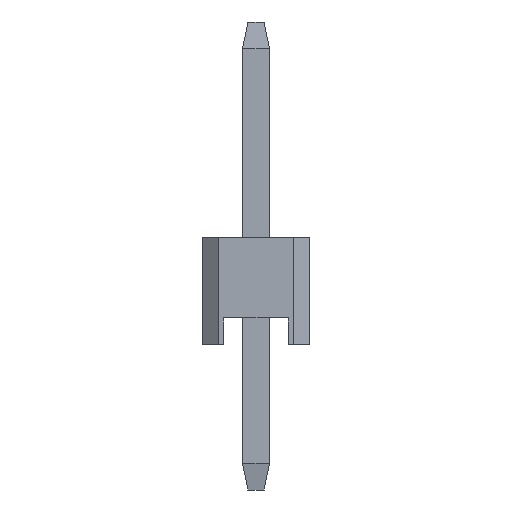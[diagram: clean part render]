
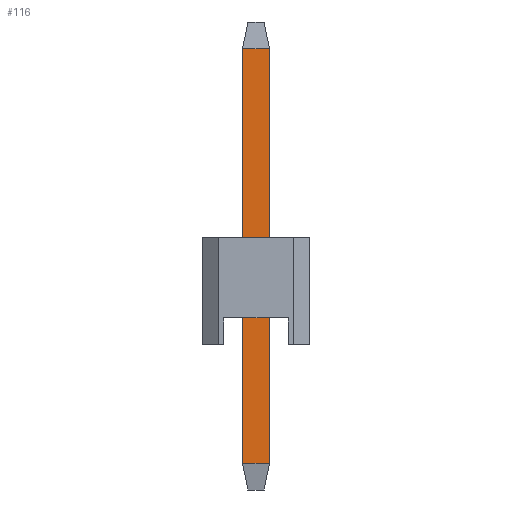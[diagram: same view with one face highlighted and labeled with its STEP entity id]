
A CAD part, left-side view. The second image highlights one B-rep face of the part: STEP entity #116.
In plain terms, the highlighted planar face has unit normal (-1, 0, 0).
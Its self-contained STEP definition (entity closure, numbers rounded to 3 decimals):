
#116=ADVANCED_FACE('',(#306),#2856,.T.);
#306=FACE_OUTER_BOUND('',#496,.T.);
#496=EDGE_LOOP('',(#703,#704,#705,#706));
#703=ORIENTED_EDGE('',*,*,#1636,.F.);
#704=ORIENTED_EDGE('',*,*,#1637,.F.);
#705=ORIENTED_EDGE('',*,*,#1638,.F.);
#706=ORIENTED_EDGE('',*,*,#1635,.F.);
#1635=EDGE_CURVE('',#2567,#2568,#2101,.T.);
#1636=EDGE_CURVE('',#2569,#2567,#2102,.T.);
#1637=EDGE_CURVE('',#2570,#2569,#2103,.T.);
#1638=EDGE_CURVE('',#2568,#2570,#2104,.T.);
#2101=B_SPLINE_CURVE_WITH_KNOTS('',1,(#3489,#3490),.UNSPECIFIED.,.F.,.F.,
(2,2),(-7.7,0.),.UNSPECIFIED.);
#2102=B_SPLINE_CURVE_WITH_KNOTS('',1,(#3491,#3492),.UNSPECIFIED.,.F.,.F.,
(2,2),(-0.5,0.),.UNSPECIFIED.);
#2103=B_SPLINE_CURVE_WITH_KNOTS('',1,(#3493,#3494),.UNSPECIFIED.,.F.,.F.,
(2,2),(-7.7,0.),.UNSPECIFIED.);
#2104=B_SPLINE_CURVE_WITH_KNOTS('',1,(#3495,#3496),.UNSPECIFIED.,.F.,.F.,
(2,2),(-0.5,0.),.UNSPECIFIED.);
#2567=VERTEX_POINT('',#3469);
#2568=VERTEX_POINT('',#3470);
#2569=VERTEX_POINT('',#3471);
#2570=VERTEX_POINT('',#3472);
#2856=PLANE('',#3066);
#3066=AXIS2_PLACEMENT_3D('',#3452,#3259,$);
#3259=DIRECTION('',(-1.,0.,0.));
#3452=CARTESIAN_POINT('',(-0.25,124.04,6.34));
#3469=CARTESIAN_POINT('',(-0.25,124.75,5.51));
#3470=CARTESIAN_POINT('',(-0.25,124.75,-2.19));
#3471=CARTESIAN_POINT('',(-0.25,125.25,5.51));
#3472=CARTESIAN_POINT('',(-0.25,125.25,-2.19));
#3489=CARTESIAN_POINT('',(-0.25,124.75,5.51));
#3490=CARTESIAN_POINT('',(-0.25,124.75,-2.19));
#3491=CARTESIAN_POINT('',(-0.25,125.25,5.51));
#3492=CARTESIAN_POINT('',(-0.25,124.75,5.51));
#3493=CARTESIAN_POINT('',(-0.25,125.25,-2.19));
#3494=CARTESIAN_POINT('',(-0.25,125.25,5.51));
#3495=CARTESIAN_POINT('',(-0.25,124.75,-2.19));
#3496=CARTESIAN_POINT('',(-0.25,125.25,-2.19));
